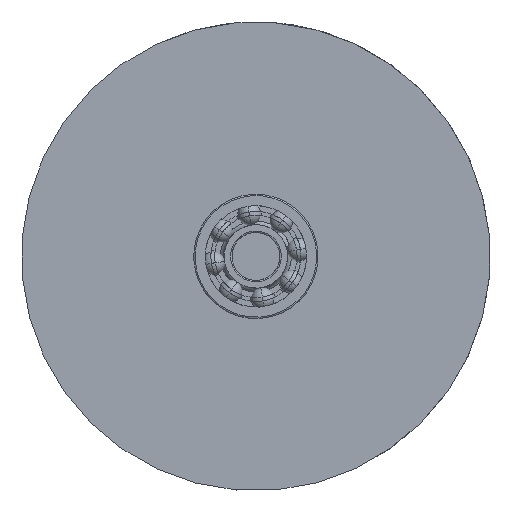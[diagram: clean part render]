
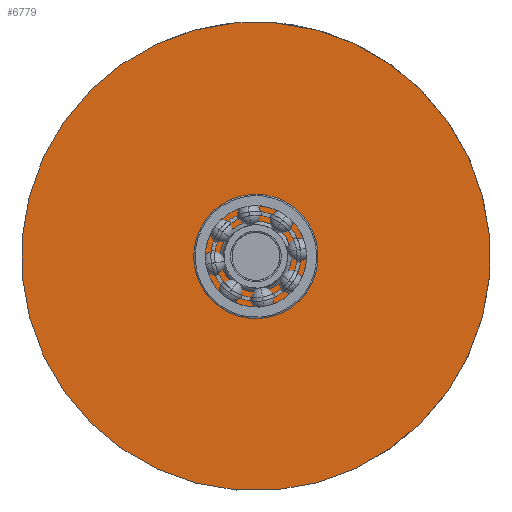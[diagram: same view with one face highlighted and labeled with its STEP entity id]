
A CAD part, front view. The second image highlights one B-rep face of the part: STEP entity #6779.
In plain terms, the highlighted planar face has unit normal (0, -1, 0).
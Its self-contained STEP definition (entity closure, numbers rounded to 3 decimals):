
#414 = FACE_OUTER_BOUND ( 'NONE', #11751, .T. ) ;
#896 = EDGE_CURVE ( 'NONE', #11180, #10463, #13168, .T. ) ;
#1070 = AXIS2_PLACEMENT_3D ( 'NONE', #7642, #14869, #7595 ) ;
#1799 = DIRECTION ( 'NONE',  ( -1., 0., 0. ) ) ;
#2254 = DIRECTION ( 'NONE',  ( 0., 1., 0. ) ) ;
#2343 = VERTEX_POINT ( 'NONE', #8640 ) ;
#2751 = CIRCLE ( 'NONE', #5783, 49. ) ;
#3000 = CARTESIAN_POINT ( 'NONE',  ( -64.781, 82.233, 31.843 ) ) ;
#3434 = CARTESIAN_POINT ( 'NONE',  ( -61.765, 82.233, 35.832 ) ) ;
#4248 = CIRCLE ( 'NONE', #4400, 49. ) ;
#4400 = AXIS2_PLACEMENT_3D ( 'NONE', #15375, #5807, #13097 ) ;
#5488 = CARTESIAN_POINT ( 'NONE',  ( -58.75, 82.233, 39.82 ) ) ;
#5652 = VERTEX_POINT ( 'NONE', #7119 ) ;
#5783 = AXIS2_PLACEMENT_3D ( 'NONE', #3434, #2254, #14047 ) ;
#5807 = DIRECTION ( 'NONE',  ( 0., 1., 0. ) ) ;
#5954 = EDGE_CURVE ( 'NONE', #10463, #11180, #13644, .T. ) ;
#6534 = FACE_BOUND ( 'NONE', #10425, .T. ) ;
#6690 = PLANE ( 'NONE',  #7733 ) ;
#6779 = ADVANCED_FACE ( 'NONE', ( #414, #6534 ), #6690, .F. ) ;
#7119 = CARTESIAN_POINT ( 'NONE',  ( -82.588, 82.233, 80.187 ) ) ;
#7595 = DIRECTION ( 'NONE',  ( -1., 0., 0. ) ) ;
#7635 = ORIENTED_EDGE ( 'NONE', *, *, #11748, .F. ) ;
#7642 = CARTESIAN_POINT ( 'NONE',  ( -61.765, 82.233, 35.832 ) ) ;
#7733 = AXIS2_PLACEMENT_3D ( 'NONE', #8995, #12511, #10249 ) ;
#8640 = CARTESIAN_POINT ( 'NONE',  ( -40.943, 82.233, -8.524 ) ) ;
#8995 = CARTESIAN_POINT ( 'NONE',  ( -61.765, 82.233, 35.832 ) ) ;
#9250 = AXIS2_PLACEMENT_3D ( 'NONE', #9894, #10042, #1799 ) ;
#9894 = CARTESIAN_POINT ( 'NONE',  ( -61.765, 82.233, 35.832 ) ) ;
#9904 = ORIENTED_EDGE ( 'NONE', *, *, #896, .F. ) ;
#10042 = DIRECTION ( 'NONE',  ( 0., -1., 0. ) ) ;
#10249 = DIRECTION ( 'NONE',  ( -0.425, 0., 0.905 ) ) ;
#10425 = EDGE_LOOP ( 'NONE', ( #14411, #9904 ) ) ;
#10445 = ORIENTED_EDGE ( 'NONE', *, *, #11337, .F. ) ;
#10463 = VERTEX_POINT ( 'NONE', #5488 ) ;
#11180 = VERTEX_POINT ( 'NONE', #3000 ) ;
#11337 = EDGE_CURVE ( 'NONE', #5652, #2343, #4248, .T. ) ;
#11748 = EDGE_CURVE ( 'NONE', #2343, #5652, #2751, .T. ) ;
#11751 = EDGE_LOOP ( 'NONE', ( #7635, #10445 ) ) ;
#12511 = DIRECTION ( 'NONE',  ( 0., 1., 0. ) ) ;
#13097 = DIRECTION ( 'NONE',  ( -0.425, 0., 0.905 ) ) ;
#13168 = CIRCLE ( 'NONE', #1070, 5. ) ;
#13644 = CIRCLE ( 'NONE', #9250, 5. ) ;
#14047 = DIRECTION ( 'NONE',  ( -0.425, 0., 0.905 ) ) ;
#14411 = ORIENTED_EDGE ( 'NONE', *, *, #5954, .F. ) ;
#14869 = DIRECTION ( 'NONE',  ( 0., -1., 0. ) ) ;
#15375 = CARTESIAN_POINT ( 'NONE',  ( -61.765, 82.233, 35.832 ) ) ;
